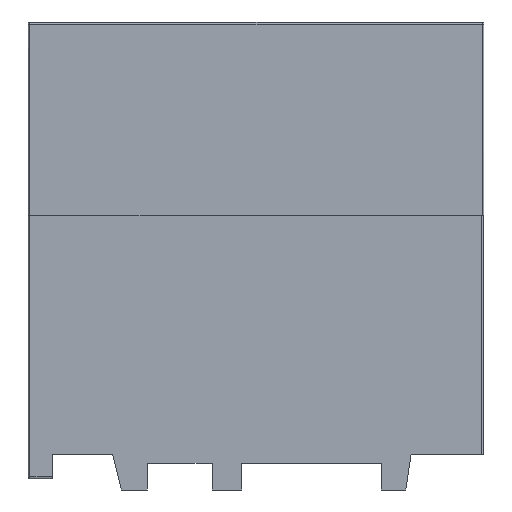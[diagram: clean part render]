
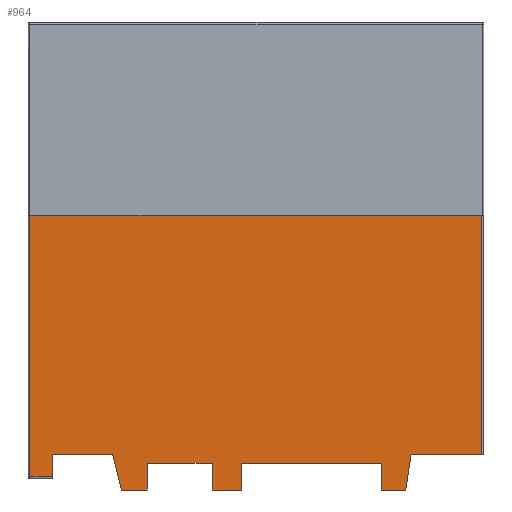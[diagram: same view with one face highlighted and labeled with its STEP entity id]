
A CAD part, left-side view. The second image highlights one B-rep face of the part: STEP entity #964.
In plain terms, the highlighted planar face has unit normal (-1, 0, 0).
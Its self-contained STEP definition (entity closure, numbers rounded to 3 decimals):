
#964=ADVANCED_FACE('',(#2643),#30615,.T.);
#2643=FACE_OUTER_BOUND('',#4353,.T.);
#4353=EDGE_LOOP('',(#7010,#7011,#7012,#7013,#7014,#7015,#7016,#7017,#7018,
#7019,#7020,#7021,#7022,#7023,#7024,#7025,#7026,#7027));
#7010=ORIENTED_EDGE('',*,*,#17071,.T.);
#7011=ORIENTED_EDGE('',*,*,#17072,.T.);
#7012=ORIENTED_EDGE('',*,*,#17070,.T.);
#7013=ORIENTED_EDGE('',*,*,#17069,.T.);
#7014=ORIENTED_EDGE('',*,*,#17057,.T.);
#7015=ORIENTED_EDGE('',*,*,#17179,.T.);
#7016=ORIENTED_EDGE('',*,*,#17058,.T.);
#7017=ORIENTED_EDGE('',*,*,#17059,.T.);
#7018=ORIENTED_EDGE('',*,*,#17060,.T.);
#7019=ORIENTED_EDGE('',*,*,#17061,.T.);
#7020=ORIENTED_EDGE('',*,*,#17062,.T.);
#7021=ORIENTED_EDGE('',*,*,#17063,.T.);
#7022=ORIENTED_EDGE('',*,*,#17064,.T.);
#7023=ORIENTED_EDGE('',*,*,#17065,.T.);
#7024=ORIENTED_EDGE('',*,*,#17066,.T.);
#7025=ORIENTED_EDGE('',*,*,#17528,.T.);
#7026=ORIENTED_EDGE('',*,*,#17067,.T.);
#7027=ORIENTED_EDGE('',*,*,#17068,.T.);
#17057=EDGE_CURVE('',#27558,#27559,#22474,.T.);
#17058=EDGE_CURVE('',#27560,#27561,#22475,.T.);
#17059=EDGE_CURVE('',#27561,#27562,#22476,.T.);
#17060=EDGE_CURVE('',#27562,#27563,#22477,.T.);
#17061=EDGE_CURVE('',#27563,#27564,#22478,.T.);
#17062=EDGE_CURVE('',#27564,#27565,#22479,.T.);
#17063=EDGE_CURVE('',#27565,#27566,#22480,.T.);
#17064=EDGE_CURVE('',#27566,#27567,#22481,.T.);
#17065=EDGE_CURVE('',#27567,#27568,#22482,.T.);
#17066=EDGE_CURVE('',#27568,#27569,#22483,.T.);
#17067=EDGE_CURVE('',#27570,#27571,#22484,.T.);
#17068=EDGE_CURVE('',#27571,#27555,#22485,.T.);
#17069=EDGE_CURVE('',#27557,#27558,#22486,.T.);
#17070=EDGE_CURVE('',#27556,#27557,#22487,.T.);
#17071=EDGE_CURVE('',#27555,#27478,#22488,.T.);
#17072=EDGE_CURVE('',#27478,#27556,#22489,.T.);
#17179=EDGE_CURVE('',#27559,#27560,#22593,.T.);
#17528=EDGE_CURVE('',#27569,#27570,#22919,.T.);
#22474=B_SPLINE_CURVE_WITH_KNOTS('',1,(#46894,#46895),.UNSPECIFIED.,.F.,
 .F.,(2,2),(0.,17.13),.UNSPECIFIED.);
#22475=B_SPLINE_CURVE_WITH_KNOTS('',1,(#46896,#46897),.UNSPECIFIED.,.F.,
 .F.,(2,2),(0.,7.42),.UNSPECIFIED.);
#22476=B_SPLINE_CURVE_WITH_KNOTS('',1,(#46898,#46899),.UNSPECIFIED.,.F.,
 .F.,(2,2),(0.,7.6),.UNSPECIFIED.);
#22477=B_SPLINE_CURVE_WITH_KNOTS('',1,(#46900,#46901),.UNSPECIFIED.,.F.,
 .F.,(2,2),(0.,18.46),.UNSPECIFIED.);
#22478=B_SPLINE_CURVE_WITH_KNOTS('',1,(#46902,#46903),.UNSPECIFIED.,.F.,
 .F.,(2,2),(0.,7.6),.UNSPECIFIED.);
#22479=B_SPLINE_CURVE_WITH_KNOTS('',1,(#46904,#46905),.UNSPECIFIED.,.F.,
 .F.,(2,2),(0.,8.4),.UNSPECIFIED.);
#22480=B_SPLINE_CURVE_WITH_KNOTS('',1,(#46906,#46907),.UNSPECIFIED.,.F.,
 .F.,(2,2),(0.,7.6),.UNSPECIFIED.);
#22481=B_SPLINE_CURVE_WITH_KNOTS('',1,(#46908,#46909),.UNSPECIFIED.,.F.,
 .F.,(2,2),(0.,39.8),.UNSPECIFIED.);
#22482=B_SPLINE_CURVE_WITH_KNOTS('',1,(#46910,#46911),.UNSPECIFIED.,.F.,
 .F.,(2,2),(0.,7.6),.UNSPECIFIED.);
#22483=B_SPLINE_CURVE_WITH_KNOTS('',1,(#46912,#46913),.UNSPECIFIED.,.F.,
 .F.,(2,2),(0.,7.),.UNSPECIFIED.);
#22484=B_SPLINE_CURVE_WITH_KNOTS('',1,(#46914,#46915),.UNSPECIFIED.,.F.,
 .F.,(2,2),(0.,20.14),.UNSPECIFIED.);
#22485=B_SPLINE_CURVE_WITH_KNOTS('',1,(#46916,#46917),.UNSPECIFIED.,.F.,
 .F.,(2,2),(0.,68.29),.UNSPECIFIED.);
#22486=B_SPLINE_CURVE_WITH_KNOTS('',1,(#46918,#46919),.UNSPECIFIED.,.F.,
 .F.,(2,2),(-6.3,0.),.UNSPECIFIED.);
#22487=B_SPLINE_CURVE_WITH_KNOTS('',1,(#46920,#46921),.UNSPECIFIED.,.F.,
 .F.,(2,2),(-6.5,0.),.UNSPECIFIED.);
#22488=B_SPLINE_CURVE_WITH_KNOTS('',1,(#46922,#46923,#46924,#46925),
 .UNSPECIFIED.,.F.,.F.,(2,1,1,2),(-0.149,0.,128.401,
128.701),.UNSPECIFIED.);
#22489=B_SPLINE_CURVE_WITH_KNOTS('',1,(#46926,#46927,#46928),
 .UNSPECIFIED.,.F.,.F.,(2,1,2),(-68.29,0.,6.3),
 .UNSPECIFIED.);
#22593=B_SPLINE_CURVE_WITH_KNOTS('',1,(#47168,#47169,#47170),
 .UNSPECIFIED.,.F.,.F.,(2,1,2),(-10.317,-0.781,0.),
 .UNSPECIFIED.);
#22919=B_SPLINE_CURVE_WITH_KNOTS('',1,(#47940,#47941),.UNSPECIFIED.,.F.,
 .F.,(2,2),(-10.122,0.),.UNSPECIFIED.);
#27478=VERTEX_POINT('',#43675);
#27555=VERTEX_POINT('',#43752);
#27556=VERTEX_POINT('',#43753);
#27557=VERTEX_POINT('',#43754);
#27558=VERTEX_POINT('',#43755);
#27559=VERTEX_POINT('',#43756);
#27560=VERTEX_POINT('',#43757);
#27561=VERTEX_POINT('',#43758);
#27562=VERTEX_POINT('',#43759);
#27563=VERTEX_POINT('',#43760);
#27564=VERTEX_POINT('',#43761);
#27565=VERTEX_POINT('',#43762);
#27566=VERTEX_POINT('',#43763);
#27567=VERTEX_POINT('',#43764);
#27568=VERTEX_POINT('',#43765);
#27569=VERTEX_POINT('',#43766);
#27570=VERTEX_POINT('',#43767);
#27571=VERTEX_POINT('',#43768);
#30615=PLANE('',#32206);
#32206=AXIS2_PLACEMENT_3D('',#39914,#33773,$);
#33773=DIRECTION('',(-1.,0.,0.));
#39914=CARTESIAN_POINT('',(38.578,484.696,-83.226));
#43675=CARTESIAN_POINT('',(38.578,471.201,-91.666));
#43752=CARTESIAN_POINT('',(38.578,342.351,-91.666));
#43753=CARTESIAN_POINT('',(38.578,471.201,-166.256));
#43754=CARTESIAN_POINT('',(38.578,464.701,-166.256));
#43755=CARTESIAN_POINT('',(38.578,464.701,-159.956));
#43756=CARTESIAN_POINT('',(38.578,447.571,-159.956));
#43757=CARTESIAN_POINT('',(38.578,445.071,-169.966));
#43758=CARTESIAN_POINT('',(38.578,437.651,-169.966));
#43759=CARTESIAN_POINT('',(38.578,437.651,-162.366));
#43760=CARTESIAN_POINT('',(38.578,419.191,-162.366));
#43761=CARTESIAN_POINT('',(38.578,419.191,-169.966));
#43762=CARTESIAN_POINT('',(38.578,410.791,-169.966));
#43763=CARTESIAN_POINT('',(38.578,410.791,-162.366));
#43764=CARTESIAN_POINT('',(38.578,370.991,-162.366));
#43765=CARTESIAN_POINT('',(38.578,370.991,-169.966));
#43766=CARTESIAN_POINT('',(38.578,363.991,-169.966));
#43767=CARTESIAN_POINT('',(38.578,362.491,-159.956));
#43768=CARTESIAN_POINT('',(38.578,342.351,-159.956));
#46894=CARTESIAN_POINT('',(38.578,464.701,-159.956));
#46895=CARTESIAN_POINT('',(38.578,447.571,-159.956));
#46896=CARTESIAN_POINT('',(38.578,445.071,-169.966));
#46897=CARTESIAN_POINT('',(38.578,437.651,-169.966));
#46898=CARTESIAN_POINT('',(38.578,437.651,-169.966));
#46899=CARTESIAN_POINT('',(38.578,437.651,-162.366));
#46900=CARTESIAN_POINT('',(38.578,437.651,-162.366));
#46901=CARTESIAN_POINT('',(38.578,419.191,-162.366));
#46902=CARTESIAN_POINT('',(38.578,419.191,-162.366));
#46903=CARTESIAN_POINT('',(38.578,419.191,-169.966));
#46904=CARTESIAN_POINT('',(38.578,419.191,-169.966));
#46905=CARTESIAN_POINT('',(38.578,410.791,-169.966));
#46906=CARTESIAN_POINT('',(38.578,410.791,-169.966));
#46907=CARTESIAN_POINT('',(38.578,410.791,-162.366));
#46908=CARTESIAN_POINT('',(38.578,410.791,-162.366));
#46909=CARTESIAN_POINT('',(38.578,370.991,-162.366));
#46910=CARTESIAN_POINT('',(38.578,370.991,-162.366));
#46911=CARTESIAN_POINT('',(38.578,370.991,-169.966));
#46912=CARTESIAN_POINT('',(38.578,370.991,-169.966));
#46913=CARTESIAN_POINT('',(38.578,363.991,-169.966));
#46914=CARTESIAN_POINT('',(38.578,362.491,-159.956));
#46915=CARTESIAN_POINT('',(38.578,342.351,-159.956));
#46916=CARTESIAN_POINT('',(38.578,342.351,-159.956));
#46917=CARTESIAN_POINT('',(38.578,342.351,-91.666));
#46918=CARTESIAN_POINT('',(38.578,464.701,-166.256));
#46919=CARTESIAN_POINT('',(38.578,464.701,-159.956));
#46920=CARTESIAN_POINT('',(38.578,471.201,-166.256));
#46921=CARTESIAN_POINT('',(38.578,464.701,-166.256));
#46922=CARTESIAN_POINT('',(38.578,342.351,-91.666));
#46923=CARTESIAN_POINT('',(38.578,342.5,-91.666));
#46924=CARTESIAN_POINT('',(38.578,470.901,-91.666));
#46925=CARTESIAN_POINT('',(38.578,471.201,-91.666));
#46926=CARTESIAN_POINT('',(38.578,471.201,-91.666));
#46927=CARTESIAN_POINT('',(38.578,471.201,-159.956));
#46928=CARTESIAN_POINT('',(38.578,471.201,-166.256));
#47168=CARTESIAN_POINT('',(38.578,447.571,-159.956));
#47169=CARTESIAN_POINT('',(38.578,445.261,-169.208));
#47170=CARTESIAN_POINT('',(38.578,445.071,-169.966));
#47940=CARTESIAN_POINT('',(38.578,363.991,-169.966));
#47941=CARTESIAN_POINT('',(38.578,362.491,-159.956));
